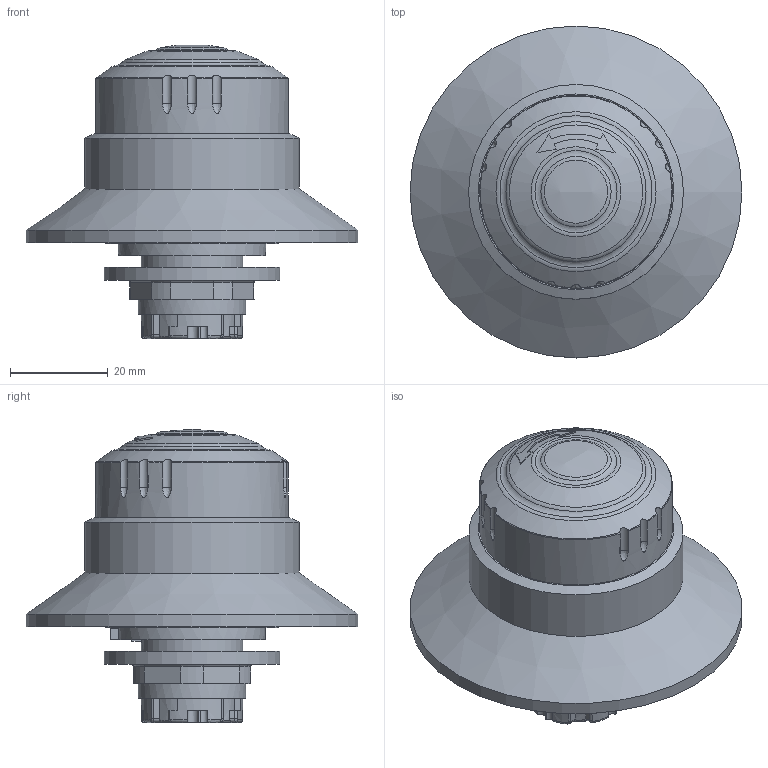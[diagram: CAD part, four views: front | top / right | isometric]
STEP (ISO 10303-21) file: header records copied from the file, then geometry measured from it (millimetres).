
FILE_DESCRIPTION(/* description */ (''),/* implementation_level */ '2;1');
FILE_NAME(/* name */ 'KRBUV70.stp',/* time_stamp */ '2017-08-21T11:18:25+02:00',/* author */ ('mharscher'),/* organization */ (''),/* preprocessor_version */ 'ST-DEVELOPER v16.1',/* originating_system */ 'Autodesk Inventor 2016',/* authorisation */ '');
FILE_SCHEMA (('AUTOMOTIVE_DESIGN { 1 0 10303 214 3 1 1 }'));
Length unit declared in the file: centimetre
Products named in the file (1): KRBUV70
Bounding box: 68 x 68 x 60.08 mm (x, y, z)
Volume: 61134.7 mm3; surface area: 18235.8 mm2
Topology: 1 solids, 17 shells, 333 faces, 827 edges, 547 vertices
Faces by surface type: cylinder 155, plane 90, torus 44, cone 23, bspline 17, sphere 4
Full cylindrical faces by diameter (mm): 1 x8, 20.75 x1, 22 x2, 22.6 x1, 28.2 x1, 30.2 x1, 34 x1, 35.2 x1, 35.5 x1, 36 x1, 39.5 x1, 44 x2, 65 x1, 68 x1
Entity records: 11257 total; most frequent: CARTESIAN_POINT 3593, DIRECTION 1622, ORIENTED_EDGE 1544, EDGE_CURVE 772, AXIS2_PLACEMENT_3D 687, VERTEX_POINT 530, EDGE_LOOP 390, CIRCLE 370
